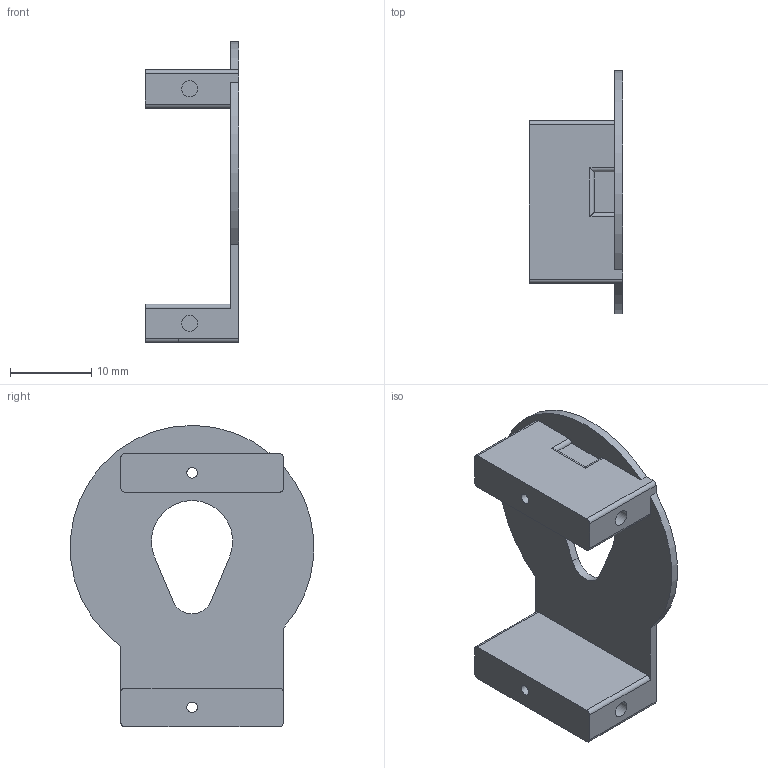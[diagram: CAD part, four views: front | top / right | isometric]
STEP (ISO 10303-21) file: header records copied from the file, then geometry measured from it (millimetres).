
FILE_DESCRIPTION(/* description */ (''),/* implementation_level */ '2;1');
FILE_NAME(/* name */ 'Arm_rotation_base.step',/* time_stamp */ '2023-03-16T20:08:19+01:00',/* author */ (''),/* organization */ (''),/* preprocessor_version */ 'ST-DEVELOPER v19.2',/* originating_system */ 'Autodesk Translation Framework v11.17.0.187',/* authorisation */ '');
FILE_SCHEMA (('AUTOMOTIVE_DESIGN { 1 0 10303 214 3 1 1 }'));
Length unit declared in the file: millimetre
Products named in the file (1): FusionComponent
Bounding box: 11.55 x 29.92 x 37.04 mm (x, y, z)
Volume: 2672.6 mm3; surface area: 2924.6 mm2
Topology: 1 solids, 1 shells, 52 faces, 134 edges, 88 vertices
Faces by surface type: plane 26, cylinder 24, bspline 2
Full cylindrical faces by diameter (mm): 1.3 x2, 2 x4
Entity records: 1639 total; most frequent: CARTESIAN_POINT 285, DIRECTION 282, ORIENTED_EDGE 268, EDGE_CURVE 134, AXIS2_PLACEMENT_3D 97, LINE 88, VECTOR 88, VERTEX_POINT 88
